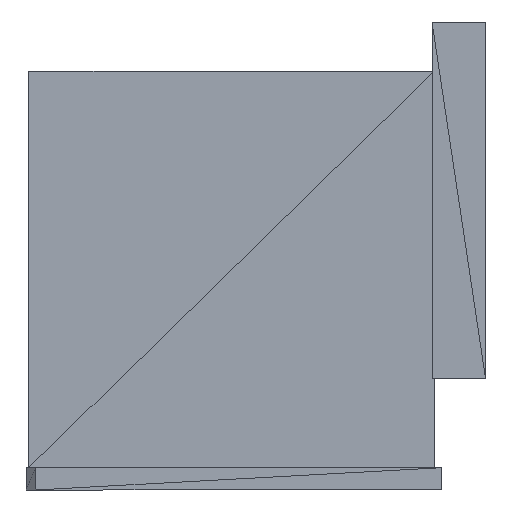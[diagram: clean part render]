
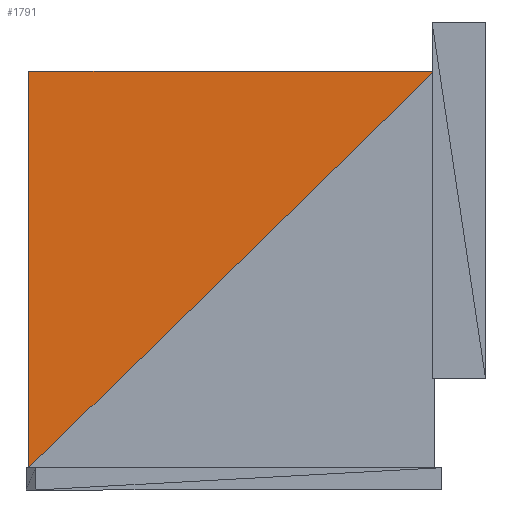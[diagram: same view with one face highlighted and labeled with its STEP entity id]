
A CAD part, left-side view. The second image highlights one B-rep face of the part: STEP entity #1791.
In plain terms, the highlighted planar face has unit normal (-1, 0, 0).
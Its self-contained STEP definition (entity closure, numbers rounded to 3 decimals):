
#131 = VERTEX_POINT('',#132);
#132 = CARTESIAN_POINT('',(-46.285,240.451,5.));
#146 = PLANE('',#147);
#147 = AXIS2_PLACEMENT_3D('',#148,#149,#150);
#148 = CARTESIAN_POINT('',(-46.285,181.773,
    36.322));
#149 = DIRECTION('',(-1.,-0.,-0.));
#150 = DIRECTION('',(0.,0.,-1.));
#437 = VERTEX_POINT('',#438);
#438 = CARTESIAN_POINT('',(-46.285,149.451,94.));
#527 = PLANE('',#528);
#528 = AXIS2_PLACEMENT_3D('',#529,#530,#531);
#529 = CARTESIAN_POINT('',(-45.784,195.096,94.));
#530 = DIRECTION('',(0.,0.,1.));
#531 = DIRECTION('',(1.,0.,-0.));
#543 = VERTEX_POINT('',#544);
#544 = CARTESIAN_POINT('',(-46.285,240.451,94.));
#569 = EDGE_CURVE('',#543,#437,#570,.T.);
#570 = SURFACE_CURVE('',#571,(#575,#582),.PCURVE_S1.);
#571 = LINE('',#572,#573);
#572 = CARTESIAN_POINT('',(-46.285,240.451,94.));
#573 = VECTOR('',#574,1.);
#574 = DIRECTION('',(0.,-1.,0.));
#575 = PCURVE('',#527,#576);
#576 = DEFINITIONAL_REPRESENTATION('',(#577),#581);
#577 = LINE('',#578,#579);
#578 = CARTESIAN_POINT('',(-0.501,45.355));
#579 = VECTOR('',#580,1.);
#580 = DIRECTION('',(0.,-1.));
#581 = ( GEOMETRIC_REPRESENTATION_CONTEXT(2) 
PARAMETRIC_REPRESENTATION_CONTEXT() REPRESENTATION_CONTEXT('2D SPACE',''
  ) );
#582 = PCURVE('',#583,#588);
#583 = PLANE('',#584);
#584 = AXIS2_PLACEMENT_3D('',#585,#586,#587);
#585 = CARTESIAN_POINT('',(-46.285,208.129,
    62.678));
#586 = DIRECTION('',(-1.,-0.,-0.));
#587 = DIRECTION('',(0.,0.,-1.));
#588 = DEFINITIONAL_REPRESENTATION('',(#589),#592);
#589 = B_SPLINE_CURVE_WITH_KNOTS('',1,(#590,#591),.UNSPECIFIED.,.F.,.F.,
  (2,2),(0.,91.),.PIECEWISE_BEZIER_KNOTS.);
#590 = CARTESIAN_POINT('',(-31.322,-32.322));
#591 = CARTESIAN_POINT('',(-31.322,58.678));
#592 = ( GEOMETRIC_REPRESENTATION_CONTEXT(2) 
PARAMETRIC_REPRESENTATION_CONTEXT() REPRESENTATION_CONTEXT('2D SPACE',''
  ) );
#1243 = PLANE('',#1244);
#1244 = AXIS2_PLACEMENT_3D('',#1245,#1246,#1247);
#1245 = CARTESIAN_POINT('',(-38.244,240.451,
    52.11));
#1246 = DIRECTION('',(0.,1.,0.));
#1247 = DIRECTION('',(0.,0.,1.));
#1585 = EDGE_CURVE('',#131,#543,#1586,.T.);
#1586 = SURFACE_CURVE('',#1587,(#1591,#1598),.PCURVE_S1.);
#1587 = LINE('',#1588,#1589);
#1588 = CARTESIAN_POINT('',(-46.285,240.451,5.));
#1589 = VECTOR('',#1590,1.);
#1590 = DIRECTION('',(0.,0.,1.));
#1591 = PCURVE('',#1243,#1592);
#1592 = DEFINITIONAL_REPRESENTATION('',(#1593),#1597);
#1593 = LINE('',#1594,#1595);
#1594 = CARTESIAN_POINT('',(-47.11,-8.041));
#1595 = VECTOR('',#1596,1.);
#1596 = DIRECTION('',(1.,0.));
#1597 = ( GEOMETRIC_REPRESENTATION_CONTEXT(2) 
PARAMETRIC_REPRESENTATION_CONTEXT() REPRESENTATION_CONTEXT('2D SPACE',''
  ) );
#1598 = PCURVE('',#583,#1599);
#1599 = DEFINITIONAL_REPRESENTATION('',(#1600),#1603);
#1600 = B_SPLINE_CURVE_WITH_KNOTS('',1,(#1601,#1602),.UNSPECIFIED.,.F.,
  .F.,(2,2),(0.,89.),.PIECEWISE_BEZIER_KNOTS.);
#1601 = CARTESIAN_POINT('',(57.678,-32.322));
#1602 = CARTESIAN_POINT('',(-31.322,-32.322));
#1603 = ( GEOMETRIC_REPRESENTATION_CONTEXT(2) 
PARAMETRIC_REPRESENTATION_CONTEXT() REPRESENTATION_CONTEXT('2D SPACE',''
  ) );
#1772 = EDGE_CURVE('',#437,#131,#1773,.T.);
#1773 = SURFACE_CURVE('',#1774,(#1778,#1785),.PCURVE_S1.);
#1774 = LINE('',#1775,#1776);
#1775 = CARTESIAN_POINT('',(-46.285,149.451,94.));
#1776 = VECTOR('',#1777,1.);
#1777 = DIRECTION('',(0.,0.715,-0.699));
#1778 = PCURVE('',#146,#1779);
#1779 = DEFINITIONAL_REPRESENTATION('',(#1780),#1784);
#1780 = LINE('',#1781,#1782);
#1781 = CARTESIAN_POINT('',(-57.678,32.322));
#1782 = VECTOR('',#1783,1.);
#1783 = DIRECTION('',(0.699,-0.715));
#1784 = ( GEOMETRIC_REPRESENTATION_CONTEXT(2) 
PARAMETRIC_REPRESENTATION_CONTEXT() REPRESENTATION_CONTEXT('2D SPACE',''
  ) );
#1785 = PCURVE('',#583,#1786);
#1786 = DEFINITIONAL_REPRESENTATION('',(#1787),#1790);
#1787 = B_SPLINE_CURVE_WITH_KNOTS('',1,(#1788,#1789),.UNSPECIFIED.,.F.,
  .F.,(2,2),(0.,127.287),.PIECEWISE_BEZIER_KNOTS.);
#1788 = CARTESIAN_POINT('',(-31.322,58.678));
#1789 = CARTESIAN_POINT('',(57.678,-32.322));
#1790 = ( GEOMETRIC_REPRESENTATION_CONTEXT(2) 
PARAMETRIC_REPRESENTATION_CONTEXT() REPRESENTATION_CONTEXT('2D SPACE',''
  ) );
#1791 = ADVANCED_FACE('',(#1792),#583,.T.);
#1792 = FACE_BOUND('',#1793,.T.);
#1793 = EDGE_LOOP('',(#1794,#1795,#1796));
#1794 = ORIENTED_EDGE('',*,*,#569,.F.);
#1795 = ORIENTED_EDGE('',*,*,#1585,.F.);
#1796 = ORIENTED_EDGE('',*,*,#1772,.F.);
